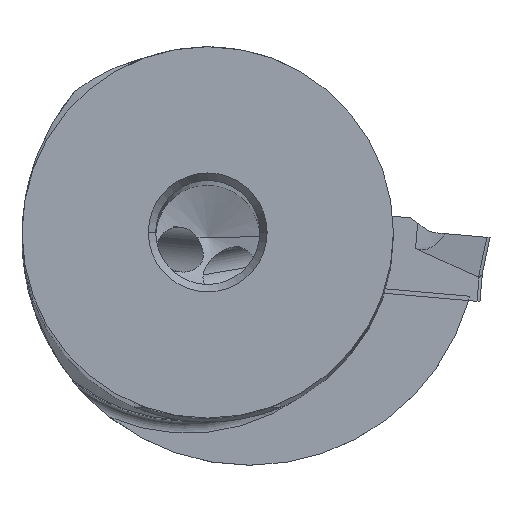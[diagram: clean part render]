
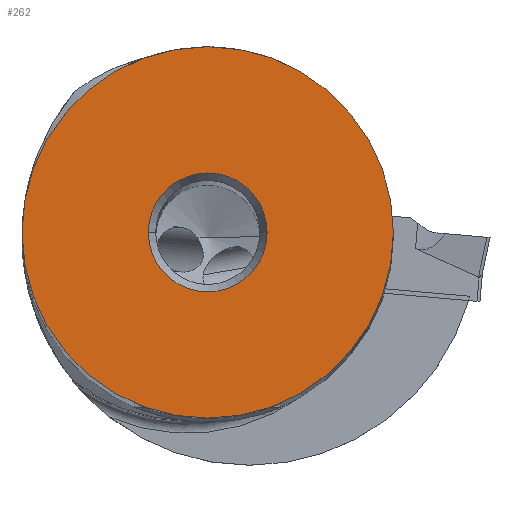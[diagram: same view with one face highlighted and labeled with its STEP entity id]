
A CAD part, top view. The second image highlights one B-rep face of the part: STEP entity #262.
In plain terms, the highlighted planar face has unit normal (0, 0, 1).
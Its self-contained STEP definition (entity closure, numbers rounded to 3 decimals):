
#68=FACE_BOUND('',#558,.T.);
#69=FACE_BOUND('',#559,.T.);
#262=ADVANCED_FACE('',(#68,#69),#321,.T.);
#321=PLANE('',#2920);
#558=EDGE_LOOP('',(#1231,#1232));
#559=EDGE_LOOP('',(#1233,#1234));
#1231=ORIENTED_EDGE('',*,*,#1933,.T.);
#1232=ORIENTED_EDGE('',*,*,#1926,.T.);
#1233=ORIENTED_EDGE('',*,*,#1938,.T.);
#1234=ORIENTED_EDGE('',*,*,#1939,.T.);
#1569=VERTEX_POINT('',#5595);
#1570=VERTEX_POINT('',#5596);
#1579=VERTEX_POINT('',#5619);
#1580=VERTEX_POINT('',#5620);
#1926=EDGE_CURVE('',#1569,#1570,#2222,.T.);
#1933=EDGE_CURVE('',#1570,#1569,#2223,.T.);
#1938=EDGE_CURVE('',#1579,#1580,#2224,.T.);
#1939=EDGE_CURVE('',#1580,#1579,#2225,.T.);
#2222=CIRCLE('',#2910,12.5);
#2223=CIRCLE('',#2914,12.5);
#2224=CIRCLE('',#2918,4.);
#2225=CIRCLE('',#2919,4.);
#2910=AXIS2_PLACEMENT_3D('',#5594,#3492,#3493);
#2914=AXIS2_PLACEMENT_3D('',#5608,#3504,#3505);
#2918=AXIS2_PLACEMENT_3D('',#5618,#3514,#3515);
#2919=AXIS2_PLACEMENT_3D('',#5621,#3516,#3517);
#2920=AXIS2_PLACEMENT_3D('',#5622,#3518,#3519);
#3492=DIRECTION('',(0.,0.,1.));
#3493=DIRECTION('',(1.,0.,0.));
#3504=DIRECTION('',(0.,0.,1.));
#3505=DIRECTION('',(-1.,0.,0.));
#3514=DIRECTION('',(0.,0.,-1.));
#3515=DIRECTION('',(-1.,0.,0.));
#3516=DIRECTION('',(0.,0.,-1.));
#3517=DIRECTION('',(1.,0.,0.));
#3518=DIRECTION('',(0.,0.,1.));
#3519=DIRECTION('',(-1.,0.,0.));
#5594=CARTESIAN_POINT('',(0.,0.,0.));
#5595=CARTESIAN_POINT('',(12.5,0.,0.));
#5596=CARTESIAN_POINT('',(-12.5,0.,0.));
#5608=CARTESIAN_POINT('',(0.,0.,0.));
#5618=CARTESIAN_POINT('',(0.,0.,0.));
#5619=CARTESIAN_POINT('',(-4.,0.,0.));
#5620=CARTESIAN_POINT('',(4.,0.,0.));
#5621=CARTESIAN_POINT('',(0.,0.,0.));
#5622=CARTESIAN_POINT('',(0.,0.,0.));
